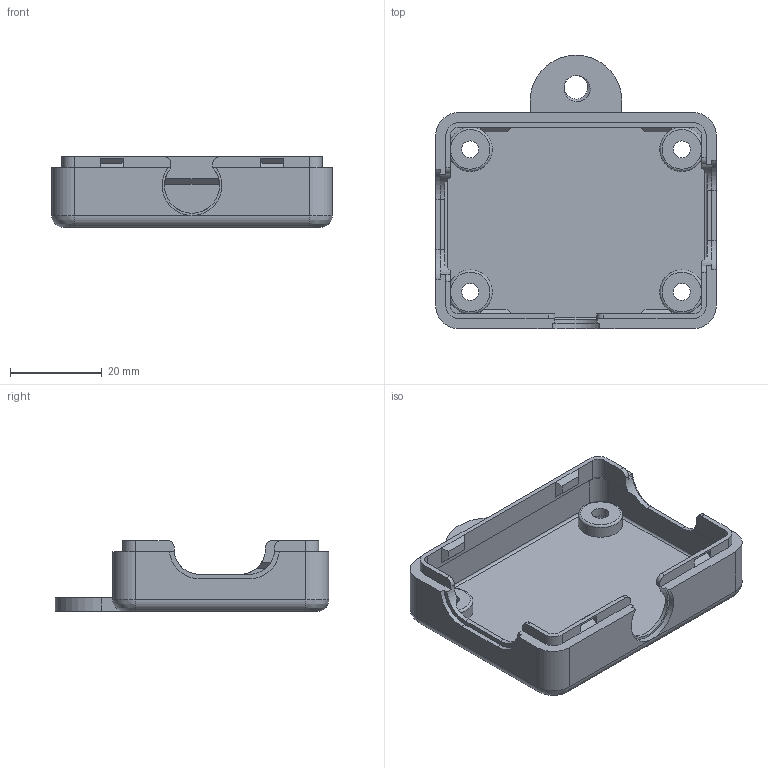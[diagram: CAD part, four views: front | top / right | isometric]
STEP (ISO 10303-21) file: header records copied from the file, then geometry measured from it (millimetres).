
FILE_DESCRIPTION(/* description */ (''),/* implementation_level */ '2;1');
FILE_NAME(/* name */ 'Enabled_Controller_Mini_Bottom_With_Mount.step',/* time_stamp */ '2021-01-16T18:16:14-08:00',/* author */ (''),/* organization */ (''),/* preprocessor_version */ 'ST-DEVELOPER v18.1',/* originating_system */ 'Autodesk Translation Framework v9.7.1.1290',/* authorisation */ '');
FILE_SCHEMA (('AUTOMOTIVE_DESIGN { 1 0 10303 214 3 1 1 }'));
Length unit declared in the file: millimetre
Products named in the file (2): Enabled_Controller_Mini_Bottom_With_Mount; Plastic-Case
Assembly tree (1 placements, depth 2):
  Enabled_Controller_Mini_Bottom_With_Mount
    Plastic-Case
Bounding box: 61 x 59.48 x 15.4 mm (x, y, z)
Volume: 10907.3 mm3; surface area: 11903.8 mm2
Topology: 1 solids, 1 shells, 277 faces, 745 edges, 483 vertices
Faces by surface type: plane 111, bspline 94, cylinder 60, torus 8, cone 4
Full cylindrical faces by diameter (mm): 3.7 x4, 5.118 x1, 6.35 x1, 7.2 x4, 9.6 x4
Entity records: 10945 total; most frequent: CARTESIAN_POINT 4476, ORIENTED_EDGE 1490, DIRECTION 1068, EDGE_CURVE 745, VERTEX_POINT 483, LINE 396, VECTOR 396, AXIS2_PLACEMENT_3D 336
